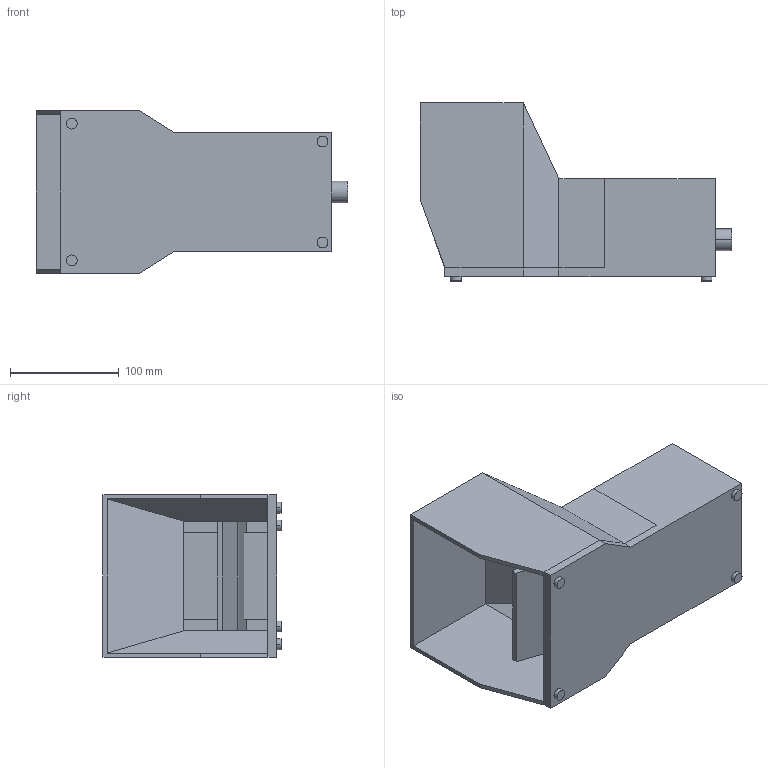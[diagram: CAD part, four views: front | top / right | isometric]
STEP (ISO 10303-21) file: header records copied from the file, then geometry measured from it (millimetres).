
FILE_DESCRIPTION((''),'2;1');
FILE_NAME('3d_KG220L11.stp','2012-10-03T08:43:27',(''),(''),'Mechanical Desktop 2011','Mechanical Desktop 2011',', , ');
FILE_SCHEMA(('CONFIG_CONTROL_DESIGN'));
Length unit declared in the file: millimetre
Products named in the file (1): Product
Bounding box: 286.57 x 164 x 150 mm (x, y, z)
Volume: 1850110.1 mm3; surface area: 288804.5 mm2
Topology: 8 solids, 8 shells, 69 faces, 151 edges, 98 vertices
Faces by surface type: plane 44, bspline 18, cylinder 7
Entity records: 1996 total; most frequent: CARTESIAN_POINT 429, ORIENTED_EDGE 302, DIRECTION 277, EDGE_CURVE 151, VECTOR 129, LINE 129, VERTEX_POINT 98, AXIS2_PLACEMENT_3D 74
